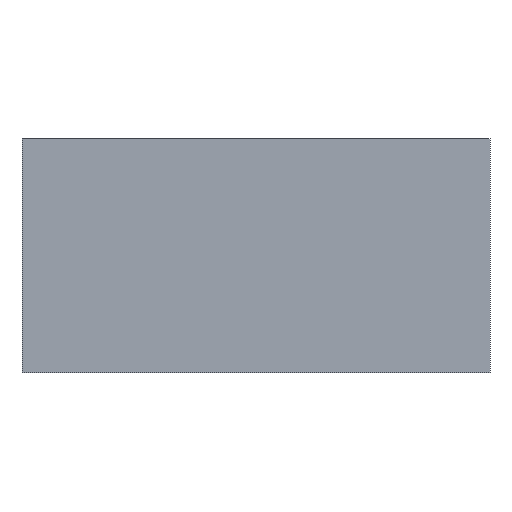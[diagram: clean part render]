
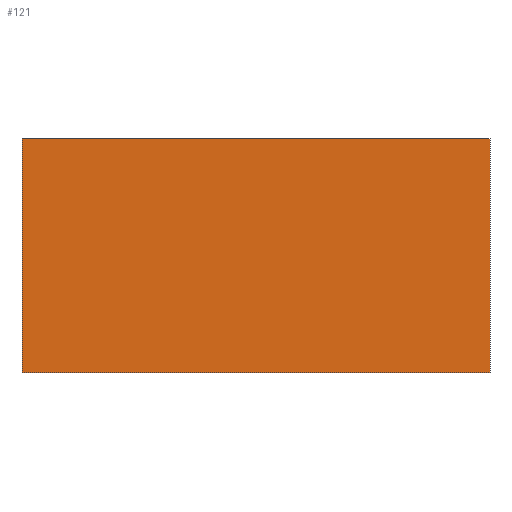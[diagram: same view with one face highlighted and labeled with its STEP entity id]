
A CAD part, front view. The second image highlights one B-rep face of the part: STEP entity #121.
In plain terms, the highlighted planar face has unit normal (0, -1, 0).
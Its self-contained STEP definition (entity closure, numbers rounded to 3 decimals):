
#1=CARTESIAN_POINT('POINT1',(0.,-0.875,2.));
#2=VERTEX_POINT('VERTEX1',#1);
#11=CARTESIAN_POINT('POINT3',(4.,-0.875,2.));
#12=VERTEX_POINT('VERTEX3',#11);
#13=CARTESIAN_POINT('POS2',(0.,-0.875,2.));
#14=DIRECTION('DIR2',(-1.,0.,0.));
#15=VECTOR('VEC2',#14,1.);
#16=LINE('STRAIGHT2',#13,#15);
#17=EDGE_CURVE('EDGE2',#12,#2,#16,.T.);
#91=CARTESIAN_POINT('POINT11',(4.,-0.875,0.));
#92=VERTEX_POINT('VERTEX11',#91);
#93=CARTESIAN_POINT('POINT12',(0.,-0.875,0.));
#94=VERTEX_POINT('VERTEX12',#93);
#95=CARTESIAN_POINT('POS12',(0.,-0.875,0.));
#96=DIRECTION('DIR15',(-1.,0.,0.));
#97=VECTOR('VEC9',#96,1.);
#98=LINE('STRAIGHT9',#95,#97);
#99=EDGE_CURVE('EDGE11',#92,#94,#98,.T.);
#100=ORIENTED_EDGE('COEDGE11',*,*,#99,.F.);
#101=CARTESIAN_POINT('POS13',(4.,-0.875,0.));
#102=DIRECTION('DIR16',(0.,0.,-1.));
#103=VECTOR('VEC10',#102,1.);
#104=LINE('STRAIGHT10',#101,#103);
#105=EDGE_CURVE('EDGE12',#12,#92,#104,.T.);
#106=ORIENTED_EDGE('COEDGE12',*,*,#105,.F.);
#107=ORIENTED_EDGE('COEDGE13',*,*,#17,.T.);
#108=CARTESIAN_POINT('POS14',(0.,-0.875,0.));
#109=DIRECTION('DIR17',(0.,0.,-1.));
#110=VECTOR('VEC11',#109,1.);
#111=LINE('STRAIGHT11',#108,#110);
#112=EDGE_CURVE('EDGE13',#2,#94,#111,.T.);
#113=ORIENTED_EDGE('COEDGE14',*,*,#112,.T.);
#114=EDGE_LOOP('NONE',(#100,#106,#107,#113));
#115=FACE_BOUND('LOOP1',#114,.T.);
#116=CARTESIAN_POINT('POS15',(0.,-0.875,0.));
#117=DIRECTION('DIR18',(0.,-1.,0.));
#118=DIRECTION('DIR19',(1.,0.,0.));
#119=AXIS2_PLACEMENT_3D('AXIS4',#116,#117,#118);
#120=PLANE('PLANE2',#119);
#121=ADVANCED_FACE('FACE2',(#115),#120,.T.);
